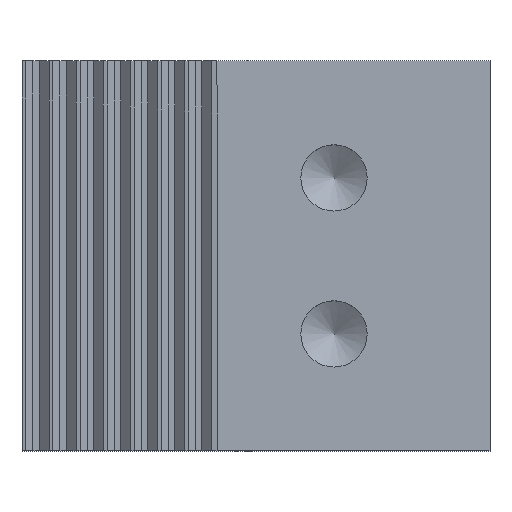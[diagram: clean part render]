
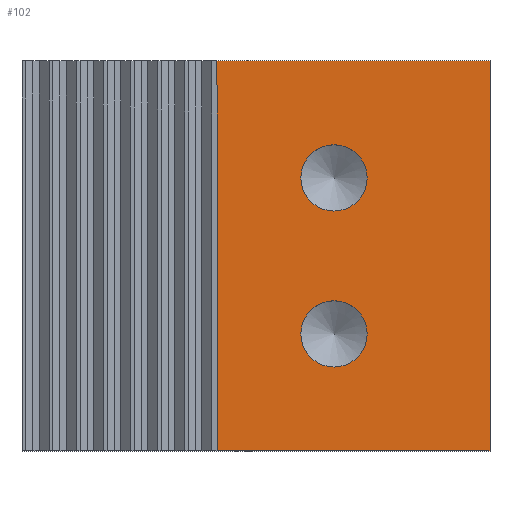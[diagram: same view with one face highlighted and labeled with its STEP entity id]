
A CAD part, top view. The second image highlights one B-rep face of the part: STEP entity #102.
In plain terms, the highlighted planar face has unit normal (0, 0, 1).
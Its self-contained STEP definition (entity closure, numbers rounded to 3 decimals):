
#102 = ADVANCED_FACE( '', ( #169, #170, #171 ), #172, .T. );
#169 = FACE_BOUND( '', #253, .T. );
#170 = FACE_BOUND( '', #254, .T. );
#171 = FACE_OUTER_BOUND( '', #255, .T. );
#172 = PLANE( '', #256 );
#253 = EDGE_LOOP( '', ( #530 ) );
#254 = EDGE_LOOP( '', ( #531 ) );
#255 = EDGE_LOOP( '', ( #532, #533, #534, #535 ) );
#256 = AXIS2_PLACEMENT_3D( '', #536, #537, #538 );
#530 = ORIENTED_EDGE( '', *, *, #705, .F. );
#531 = ORIENTED_EDGE( '', *, *, #706, .T. );
#532 = ORIENTED_EDGE( '', *, *, #611, .F. );
#533 = ORIENTED_EDGE( '', *, *, #681, .T. );
#534 = ORIENTED_EDGE( '', *, *, #674, .F. );
#535 = ORIENTED_EDGE( '', *, *, #703, .F. );
#536 = CARTESIAN_POINT( '', ( 0., 0., 20. ) );
#537 = DIRECTION( '', ( 0., 0., 1. ) );
#538 = DIRECTION( '', ( 1., 0., 0. ) );
#611 = EDGE_CURVE( '', #718, #720, #721, .T. );
#674 = EDGE_CURVE( '', #840, #842, #843, .T. );
#681 = EDGE_CURVE( '', #718, #842, #852, .T. );
#703 = EDGE_CURVE( '', #720, #840, #874, .T. );
#705 = EDGE_CURVE( '', #876, #876, #877, .T. );
#706 = EDGE_CURVE( '', #878, #878, #879, .T. );
#718 = VERTEX_POINT( '', #893 );
#720 = VERTEX_POINT( '', #896 );
#721 = LINE( '', #897, #898 );
#840 = VERTEX_POINT( '', #1078 );
#842 = VERTEX_POINT( '', #1081 );
#843 = LINE( '', #1082, #1083 );
#852 = LINE( '', #1098, #1099 );
#874 = LINE( '', #1142, #1143 );
#876 = VERTEX_POINT( '', #1146 );
#877 = CIRCLE( '', #1147, 4.25 );
#878 = VERTEX_POINT( '', #1148 );
#879 = CIRCLE( '', #1149, 4.25 );
#893 = CARTESIAN_POINT( '', ( -5., 25., 20. ) );
#896 = CARTESIAN_POINT( '', ( 30., 25., 20. ) );
#897 = CARTESIAN_POINT( '', ( 0., 25., 20. ) );
#898 = VECTOR( '', #1161, 1000. );
#1078 = CARTESIAN_POINT( '', ( 30., -25., 20. ) );
#1081 = CARTESIAN_POINT( '', ( -5., -25., 20. ) );
#1082 = CARTESIAN_POINT( '', ( 0., -25., 20. ) );
#1083 = VECTOR( '', #1224, 1000. );
#1098 = CARTESIAN_POINT( '', ( -5., 0., 20. ) );
#1099 = VECTOR( '', #1231, 1000. );
#1142 = CARTESIAN_POINT( '', ( 30., 0., 20. ) );
#1143 = VECTOR( '', #1253, 1000. );
#1146 = CARTESIAN_POINT( '', ( 14.25, 10., 20. ) );
#1147 = AXIS2_PLACEMENT_3D( '', #1255, #1256, #1257 );
#1148 = CARTESIAN_POINT( '', ( 14.25, -10., 20. ) );
#1149 = AXIS2_PLACEMENT_3D( '', #1258, #1259, #1260 );
#1161 = DIRECTION( '', ( 1., 0., 0. ) );
#1224 = DIRECTION( '', ( -1., 0., 0. ) );
#1231 = DIRECTION( '', ( 0., -1., 0. ) );
#1253 = DIRECTION( '', ( 0., -1., 0. ) );
#1255 = CARTESIAN_POINT( '', ( 10., 10., 20. ) );
#1256 = DIRECTION( '', ( 0., 0., 1. ) );
#1257 = DIRECTION( '', ( 1., 0., 0. ) );
#1258 = CARTESIAN_POINT( '', ( 10., -10., 20. ) );
#1259 = DIRECTION( '', ( 0., 0., -1. ) );
#1260 = DIRECTION( '', ( 1., 0., 0. ) );
